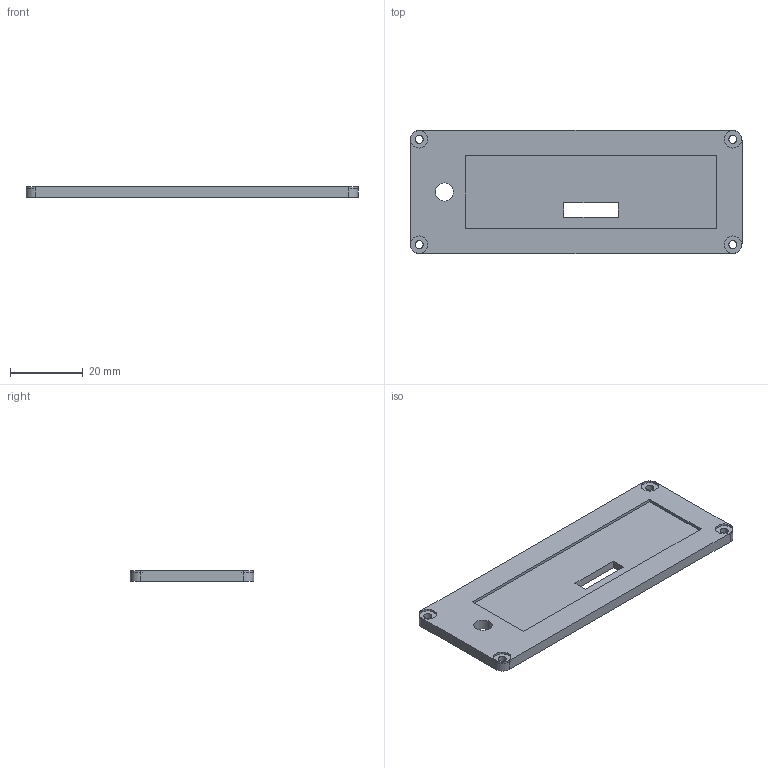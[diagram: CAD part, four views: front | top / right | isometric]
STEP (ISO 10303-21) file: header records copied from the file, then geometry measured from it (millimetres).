
FILE_DESCRIPTION( ( '' ), ' ' );
FILE_NAME( '5b2e60ac43668b14f5d4de45.step', '2018-06-23T15:01:01', ( '' ), ( '' ), ' ', ' ', ' ' );
FILE_SCHEMA( ( 'AUTOMOTIVE_DESIGN { 1 0 10303 214 1 1 1 1 }' ) );
Length unit declared in the file: metre
Products named in the file (1): Top case
Bounding box: 91.5 x 34 x 3 mm (x, y, z)
Volume: 7934.1 mm3; surface area: 7133.2 mm2
Topology: 1 solids, 1 shells, 32 faces, 75 edges, 50 vertices
Faces by surface type: plane 19, cylinder 13
Full cylindrical faces by diameter (mm): 2.2 x4, 4.8 x4, 5 x1
Entity records: 1176 total; most frequent: DIRECTION 158, CARTESIAN_POINT 149, ORIENTED_EDGE 132, EDGE_CURVE 66, AXIS2_PLACEMENT_3D 59, EDGE_LOOP 58, VERTEX_POINT 50, FACE_OUTER_BOUND 41
